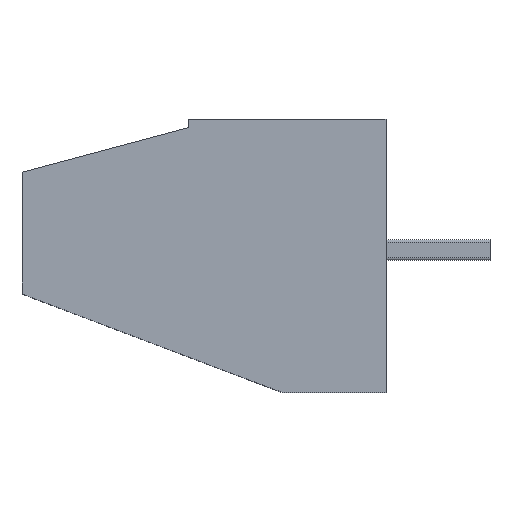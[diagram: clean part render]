
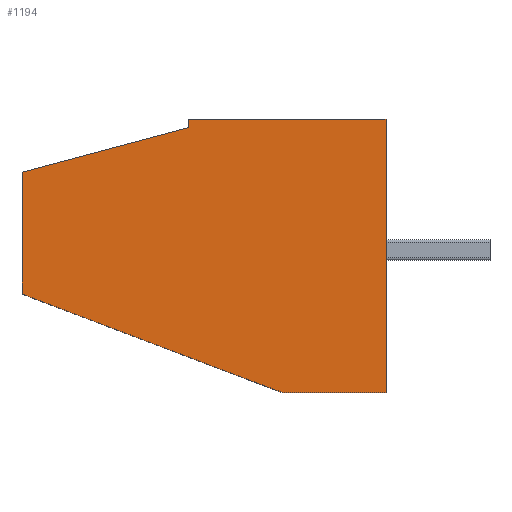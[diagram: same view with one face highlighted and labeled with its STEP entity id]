
A CAD part, left-side view. The second image highlights one B-rep face of the part: STEP entity #1194.
In plain terms, the highlighted planar face has unit normal (-1, 0, 0).
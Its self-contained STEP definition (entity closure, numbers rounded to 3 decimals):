
#12 = LINE ( 'NONE', #4340, #5799 ) ;
#77 = EDGE_CURVE ( 'NONE', #3489, #5517, #3614, .T. ) ;
#100 = EDGE_CURVE ( 'NONE', #3489, #297, #1395, .T. ) ;
#154 = VECTOR ( 'NONE', #3836, 1000. ) ;
#169 = VECTOR ( 'NONE', #3947, 1000. ) ;
#297 = VERTEX_POINT ( 'NONE', #4631 ) ;
#576 = VERTEX_POINT ( 'NONE', #4853 ) ;
#639 = ORIENTED_EDGE ( 'NONE', *, *, #5470, .F. ) ;
#711 = DIRECTION ( 'NONE',  ( -1., 0., 0. ) ) ;
#714 = CARTESIAN_POINT ( 'NONE',  ( 0., 14., -2.025 ) ) ;
#754 = CARTESIAN_POINT ( 'NONE',  ( 0., 7.6, -18.064 ) ) ;
#759 = VECTOR ( 'NONE', #4054, 1000. ) ;
#1130 = VECTOR ( 'NONE', #5102, 1000. ) ;
#1146 = CARTESIAN_POINT ( 'NONE',  ( 0., 14., 0. ) ) ;
#1194 = ADVANCED_FACE ( 'NONE', ( #3325 ), #5694, .T. ) ;
#1395 = LINE ( 'NONE', #754, #169 ) ;
#1677 = VECTOR ( 'NONE', #2545, 1000. ) ;
#1702 = VERTEX_POINT ( 'NONE', #1948 ) ;
#1883 = CARTESIAN_POINT ( 'NONE',  ( 0., 14., -1.715 ) ) ;
#1943 = CARTESIAN_POINT ( 'NONE',  ( 0., 14., -6.715 ) ) ;
#1948 = CARTESIAN_POINT ( 'NONE',  ( 0., 0., -10.5 ) ) ;
#1960 = ORIENTED_EDGE ( 'NONE', *, *, #4199, .F. ) ;
#2122 = ORIENTED_EDGE ( 'NONE', *, *, #77, .T. ) ;
#2431 = LINE ( 'NONE', #2953, #154 ) ;
#2474 = VERTEX_POINT ( 'NONE', #1943 ) ;
#2545 = DIRECTION ( 'NONE',  ( 0., 0.966, -0.259 ) ) ;
#2771 = ORIENTED_EDGE ( 'NONE', *, *, #4969, .F. ) ;
#2849 = DIRECTION ( 'NONE',  ( 0., 0.935, 0.354 ) ) ;
#2875 = AXIS2_PLACEMENT_3D ( 'NONE', #1146, #711, #4392 ) ;
#2953 = CARTESIAN_POINT ( 'NONE',  ( 0., 0., 0. ) ) ;
#3165 = CARTESIAN_POINT ( 'NONE',  ( 0., 7.6, -0.311 ) ) ;
#3299 = LINE ( 'NONE', #4670, #3965 ) ;
#3325 = FACE_OUTER_BOUND ( 'NONE', #5640, .T. ) ;
#3330 = ORIENTED_EDGE ( 'NONE', *, *, #3790, .F. ) ;
#3489 = VERTEX_POINT ( 'NONE', #3165 ) ;
#3608 = LINE ( 'NONE', #5429, #759 ) ;
#3614 = LINE ( 'NONE', #5766, #1677 ) ;
#3790 = EDGE_CURVE ( 'NONE', #1702, #576, #12, .T. ) ;
#3836 = DIRECTION ( 'NONE',  ( 0., 0., -1. ) ) ;
#3947 = DIRECTION ( 'NONE',  ( 0., 0., 1. ) ) ;
#3965 = VECTOR ( 'NONE', #2849, 1000. ) ;
#4054 = DIRECTION ( 'NONE',  ( 0., -1., 0. ) ) ;
#4199 = EDGE_CURVE ( 'NONE', #2474, #5517, #5149, .T. ) ;
#4340 = CARTESIAN_POINT ( 'NONE',  ( 0., 0., -10.5 ) ) ;
#4362 = ORIENTED_EDGE ( 'NONE', *, *, #100, .F. ) ;
#4392 = DIRECTION ( 'NONE',  ( 0., 0., 1. ) ) ;
#4631 = CARTESIAN_POINT ( 'NONE',  ( 0., 7.6, 0. ) ) ;
#4670 = CARTESIAN_POINT ( 'NONE',  ( 0., 14., -6.715 ) ) ;
#4684 = EDGE_CURVE ( 'NONE', #297, #5650, #3608, .T. ) ;
#4853 = CARTESIAN_POINT ( 'NONE',  ( 0., 4., -10.5 ) ) ;
#4859 = ORIENTED_EDGE ( 'NONE', *, *, #4684, .F. ) ;
#4969 = EDGE_CURVE ( 'NONE', #576, #2474, #3299, .T. ) ;
#5102 = DIRECTION ( 'NONE',  ( 0., 0., 1. ) ) ;
#5149 = LINE ( 'NONE', #1883, #1130 ) ;
#5385 = CARTESIAN_POINT ( 'NONE',  ( 0., 0., 0. ) ) ;
#5429 = CARTESIAN_POINT ( 'NONE',  ( 0., 0., 0. ) ) ;
#5470 = EDGE_CURVE ( 'NONE', #5650, #1702, #2431, .T. ) ;
#5517 = VERTEX_POINT ( 'NONE', #714 ) ;
#5640 = EDGE_LOOP ( 'NONE', ( #4859, #4362, #2122, #1960, #2771, #3330, #639 ) ) ;
#5650 = VERTEX_POINT ( 'NONE', #5385 ) ;
#5694 = PLANE ( 'NONE',  #2875 ) ;
#5766 = CARTESIAN_POINT ( 'NONE',  ( 0., 12.038, -1.5 ) ) ;
#5772 = DIRECTION ( 'NONE',  ( 0., 1., 0. ) ) ;
#5799 = VECTOR ( 'NONE', #5772, 1000. ) ;
